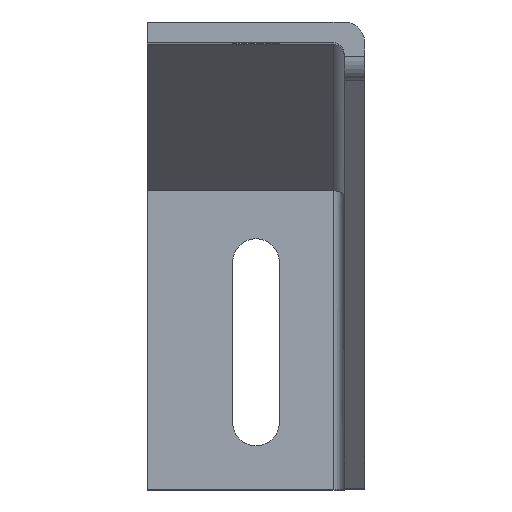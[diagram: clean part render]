
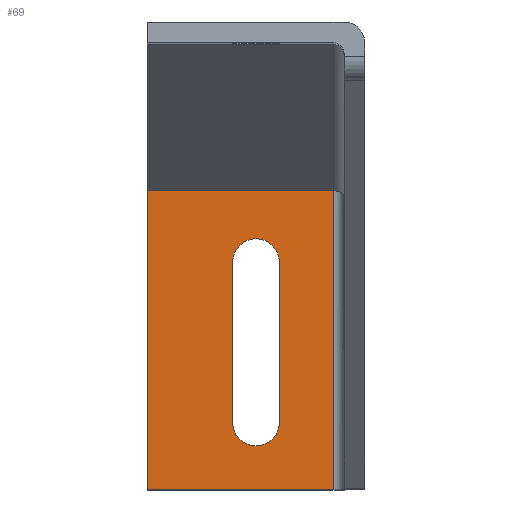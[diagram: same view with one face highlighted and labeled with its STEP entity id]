
A CAD part, top view. The second image highlights one B-rep face of the part: STEP entity #69.
In plain terms, the highlighted planar face has unit normal (0, 0, 1).
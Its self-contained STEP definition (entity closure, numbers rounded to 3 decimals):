
#69=ADVANCED_FACE('1298',(#158,#159),#160,.T.);
#158=FACE_OUTER_BOUND('',#268,.T.);
#159=FACE_BOUND('',#269,.T.);
#160=PLANE('',#270);
#268=EDGE_LOOP('',(#409,#410,#411,#412));
#269=EDGE_LOOP('',(#413,#414,#415,#416));
#270=AXIS2_PLACEMENT_3D('',#417,#418,#419);
#409=ORIENTED_EDGE('',*,*,#683,.F.);
#410=ORIENTED_EDGE('',*,*,#655,.T.);
#411=ORIENTED_EDGE('',*,*,#684,.T.);
#412=ORIENTED_EDGE('',*,*,#685,.F.);
#413=ORIENTED_EDGE('',*,*,#681,.F.);
#414=ORIENTED_EDGE('',*,*,#678,.F.);
#415=ORIENTED_EDGE('',*,*,#675,.F.);
#416=ORIENTED_EDGE('',*,*,#672,.F.);
#417=CARTESIAN_POINT('',(-21.0,-32.253,4.0));
#418=DIRECTION('',(0.0,0.0,1.0));
#419=DIRECTION('',(1.0,0.0,0.0));
#655=EDGE_CURVE('1275',#776,#773,#777,.T.);
#672=EDGE_CURVE('1394',#804,#806,#807,.T.);
#675=EDGE_CURVE('1395',#806,#810,#811,.T.);
#678=EDGE_CURVE('1396',#810,#814,#815,.T.);
#681=EDGE_CURVE('1397',#814,#804,#818,.T.);
#683=EDGE_CURVE('1575',#776,#820,#821,.T.);
#684=EDGE_CURVE('1576',#773,#822,#823,.T.);
#685=EDGE_CURVE('1563',#820,#822,#824,.T.);
#773=VERTEX_POINT('',#948);
#776=VERTEX_POINT('',#952);
#777=LINE('',#953,#954);
#804=VERTEX_POINT('',#992);
#806=VERTEX_POINT('',#995);
#807=LINE('',#996,#997);
#810=VERTEX_POINT('',#1001);
#811=CIRCLE('',#1002,4.5);
#814=VERTEX_POINT('',#1006);
#815=LINE('',#1007,#1008);
#818=CIRCLE('',#1012,4.5);
#820=VERTEX_POINT('',#1014);
#821=LINE('',#1015,#1016);
#822=VERTEX_POINT('',#1017);
#823=LINE('',#1018,#1019);
#824=LINE('',#1020,#1021);
#948=CARTESIAN_POINT('',(-21.0,-90.0,4.0));
#952=CARTESIAN_POINT('',(-21.0,-32.253,4.0));
#953=CARTESIAN_POINT('',(-21.0,-32.253,4.0));
#954=VECTOR('',#1215,57.747);
#992=CARTESIAN_POINT('',(-4.5,-46.0,4.0));
#995=CARTESIAN_POINT('',(-4.5,-77.0,4.0));
#996=CARTESIAN_POINT('',(-4.5,-46.0,4.0));
#997=VECTOR('',#1234,31.0);
#1001=CARTESIAN_POINT('',(4.5,-77.0,4.0));
#1002=AXIS2_PLACEMENT_3D('',#1236,#1237,#1238);
#1006=CARTESIAN_POINT('',(4.5,-46.0,4.0));
#1007=CARTESIAN_POINT('',(4.5,-77.0,4.0));
#1008=VECTOR('',#1240,31.0);
#1012=AXIS2_PLACEMENT_3D('',#1242,#1243,#1244);
#1014=CARTESIAN_POINT('',(15.0,-32.253,4.0));
#1015=CARTESIAN_POINT('',(-21.0,-32.253,4.0));
#1016=VECTOR('',#1245,36.0);
#1017=CARTESIAN_POINT('',(15.0,-90.0,4.0));
#1018=CARTESIAN_POINT('',(-21.0,-90.0,4.0));
#1019=VECTOR('',#1246,36.0);
#1020=CARTESIAN_POINT('',(15.0,-32.253,4.0));
#1021=VECTOR('',#1247,57.747);
#1215=DIRECTION('',(0.0,-1.0,0.0));
#1234=DIRECTION('',(0.0,-1.0,0.0));
#1236=CARTESIAN_POINT('',(0.0,-77.0,4.0));
#1237=DIRECTION('',(0.0,0.0,1.0));
#1238=DIRECTION('',(-1.0,0.0,0.0));
#1240=DIRECTION('',(0.0,1.0,0.0));
#1242=CARTESIAN_POINT('',(0.0,-46.0,4.0));
#1243=DIRECTION('',(0.0,0.0,1.0));
#1244=DIRECTION('',(1.0,0.0,0.0));
#1245=DIRECTION('',(1.0,0.0,0.0));
#1246=DIRECTION('',(1.0,0.0,0.0));
#1247=DIRECTION('',(0.0,-1.0,0.0));
